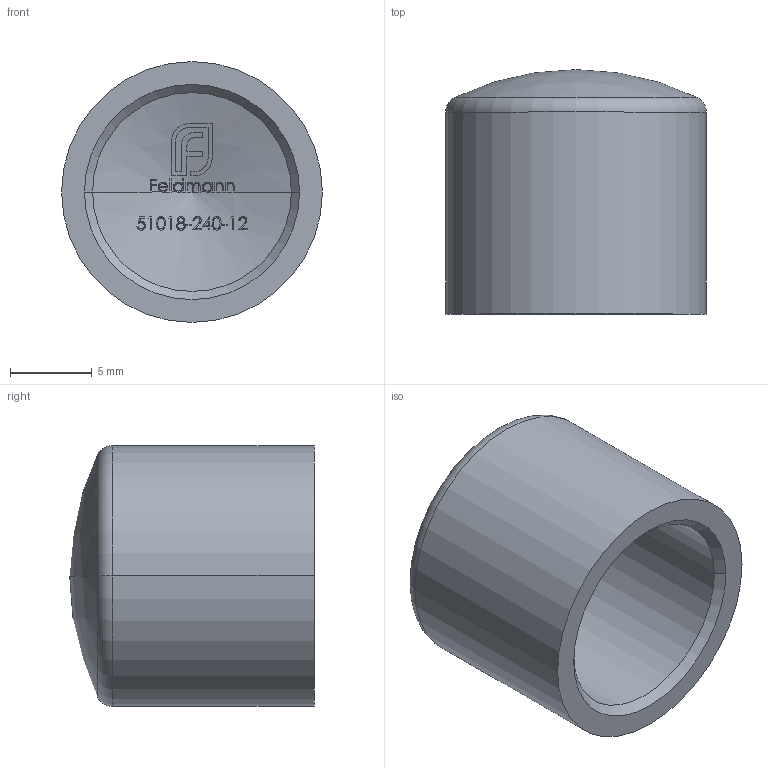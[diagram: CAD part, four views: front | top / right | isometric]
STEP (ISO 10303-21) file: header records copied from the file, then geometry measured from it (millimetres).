
FILE_DESCRIPTION (( 'STEP AP203' ), '1' );
FILE_NAME ('51018-240-12.step', '2021-02-10T12:12:44', ( '' ), ( '' ), 'SwSTEP 2.0', 'SolidWorks 2018', '' );
FILE_SCHEMA (( 'CONFIG_CONTROL_DESIGN' ));
Length unit declared in the file: millimetre
Products named in the file (2): 51018-240-12
Bounding box: 16 x 15 x 16 mm (x, y, z)
Volume: 1577.7 mm3; surface area: 1447.3 mm2
Topology: 1 solids, 1 shells, 303 faces, 811 edges, 530 vertices
Faces by surface type: plane 132, bspline 123, cone 40, cylinder 4, torus 2, sphere 2
Entity records: 14323 total; most frequent: CARTESIAN_POINT 7954, ORIENTED_EDGE 1618, EDGE_CURVE 809, DIRECTION 695, VERTEX_POINT 530, B_SPLINE_CURVE_WITH_KNOTS 494, EDGE_LOOP 325, FACE_OUTER_BOUND 303
